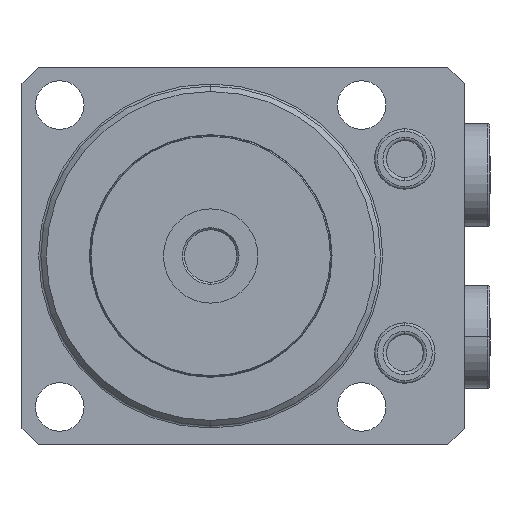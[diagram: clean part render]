
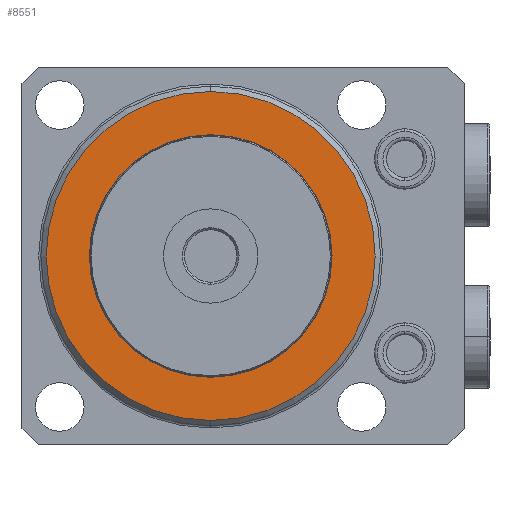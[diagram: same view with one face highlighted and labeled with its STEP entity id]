
A CAD part, front view. The second image highlights one B-rep face of the part: STEP entity #8551.
In plain terms, the highlighted planar face has unit normal (0, -1, 0).
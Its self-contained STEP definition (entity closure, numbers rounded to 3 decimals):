
#81 = DIRECTION ( 'NONE',  ( 0., 0., 1. ) ) ;
#82 = DIRECTION ( 'NONE',  ( 0., 1., 0. ) ) ;
#84 = CARTESIAN_POINT ( 'NONE',  ( 0., -47., 0. ) ) ;
#1114 = EDGE_CURVE ( 'NONE', #8128, #8159, #4359, .T. ) ;
#1831 = EDGE_CURVE ( 'NONE', #10251, #10253, #3318, .T. ) ;
#1833 = EDGE_CURVE ( 'NONE', #8159, #8128, #3368, .T. ) ;
#2867 = FACE_BOUND ( 'NONE', #3344, .T. ) ;
#2871 = FACE_OUTER_BOUND ( 'NONE', #3338, .T. ) ;
#3236 = CIRCLE ( 'NONE', #9613, 30.5 ) ;
#3318 = CIRCLE ( 'NONE', #9648, 30.5 ) ;
#3338 = EDGE_LOOP ( 'NONE', ( #5763, #5764 ) ) ;
#3344 = EDGE_LOOP ( 'NONE', ( #5765, #5766 ) ) ;
#3368 = CIRCLE ( 'NONE', #9647, 21.5 ) ;
#3486 = CARTESIAN_POINT ( 'NONE',  ( 0., -47., -30.5 ) ) ;
#3489 = CARTESIAN_POINT ( 'NONE',  ( 0., -47., 30.5 ) ) ;
#4359 = CIRCLE ( 'NONE', #4739, 21.5 ) ;
#4704 = EDGE_CURVE ( 'NONE', #10253, #10251, #3236, .T. ) ;
#4739 = AXIS2_PLACEMENT_3D ( 'NONE', #84, #82, #81 ) ;
#4977 = DIRECTION ( 'NONE',  ( 0., 0., 1. ) ) ;
#4984 = DIRECTION ( 'NONE',  ( 0., 1., 0. ) ) ;
#4988 = PLANE ( 'NONE',  #9449 ) ;
#5002 = CARTESIAN_POINT ( 'NONE',  ( 0., -47., 0. ) ) ;
#5319 = CARTESIAN_POINT ( 'NONE',  ( 0., -47., -21.5 ) ) ;
#5340 = CARTESIAN_POINT ( 'NONE',  ( 0., -47., 21.5 ) ) ;
#5616 = DIRECTION ( 'NONE',  ( 0., 0., 1. ) ) ;
#5618 = DIRECTION ( 'NONE',  ( 0., -1., 0. ) ) ;
#5619 = CARTESIAN_POINT ( 'NONE',  ( 0., -47., 0. ) ) ;
#5763 = ORIENTED_EDGE ( 'NONE', *, *, #1831, .T. ) ;
#5764 = ORIENTED_EDGE ( 'NONE', *, *, #4704, .T. ) ;
#5765 = ORIENTED_EDGE ( 'NONE', *, *, #1833, .T. ) ;
#5766 = ORIENTED_EDGE ( 'NONE', *, *, #1114, .T. ) ;
#6388 = DIRECTION ( 'NONE',  ( 0., 0., 1. ) ) ;
#6390 = DIRECTION ( 'NONE',  ( 0., 1., 0. ) ) ;
#6392 = CARTESIAN_POINT ( 'NONE',  ( 0., -47., 0. ) ) ;
#6394 = DIRECTION ( 'NONE',  ( 0., 0., 1. ) ) ;
#6396 = DIRECTION ( 'NONE',  ( 0., -1., 0. ) ) ;
#6397 = CARTESIAN_POINT ( 'NONE',  ( 0., -47., 0. ) ) ;
#8128 = VERTEX_POINT ( 'NONE', #5340 ) ;
#8159 = VERTEX_POINT ( 'NONE', #5319 ) ;
#8551 = ADVANCED_FACE ( 'NONE', ( #2871, #2867 ), #4988, .F. ) ;
#9449 = AXIS2_PLACEMENT_3D ( 'NONE', #5002, #4984, #4977 ) ;
#9613 = AXIS2_PLACEMENT_3D ( 'NONE', #5619, #5618, #5616 ) ;
#9647 = AXIS2_PLACEMENT_3D ( 'NONE', #6392, #6390, #6388 ) ;
#9648 = AXIS2_PLACEMENT_3D ( 'NONE', #6397, #6396, #6394 ) ;
#10251 = VERTEX_POINT ( 'NONE', #3489 ) ;
#10253 = VERTEX_POINT ( 'NONE', #3486 ) ;
